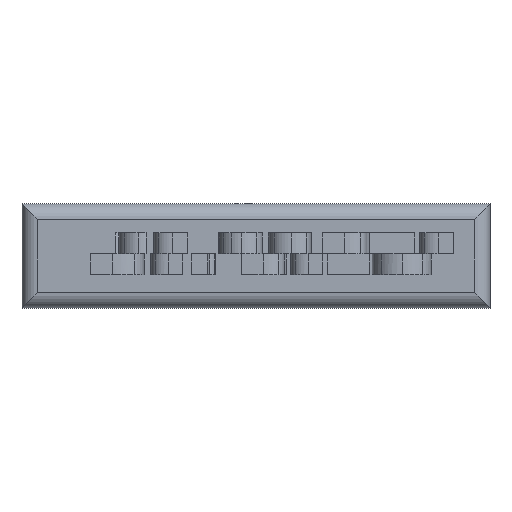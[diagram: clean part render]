
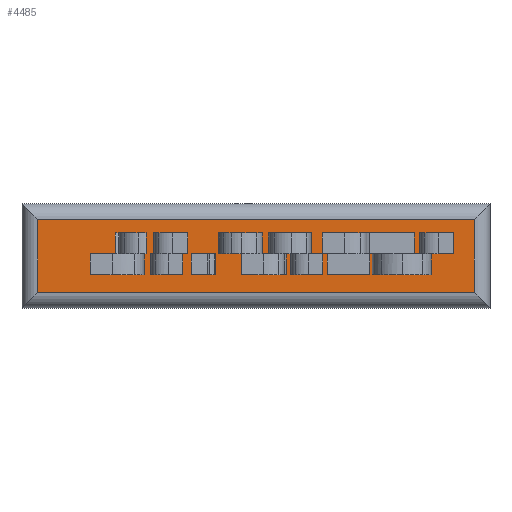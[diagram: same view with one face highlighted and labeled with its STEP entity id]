
A CAD part, top view. The second image highlights one B-rep face of the part: STEP entity #4485.
In plain terms, the highlighted planar face has unit normal (0, 0, 1).
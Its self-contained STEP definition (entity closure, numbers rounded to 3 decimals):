
#392=PLANE('',#4777);
#537=FACE_OUTER_BOUND('',#797,.T.);
#797=EDGE_LOOP('',(#3127,#3128,#3129,#3130));
#1057=LINE('',#5672,#1509);
#1059=LINE('',#5680,#1511);
#1061=LINE('',#5686,#1513);
#1064=LINE('',#5692,#1516);
#1509=VECTOR('',#4920,10.);
#1511=VECTOR('',#4928,10.);
#1513=VECTOR('',#4934,10.);
#1516=VECTOR('',#4941,10.);
#1961=VERTEX_POINT('',#5670);
#1962=VERTEX_POINT('',#5671);
#1965=VERTEX_POINT('',#5679);
#1967=VERTEX_POINT('',#5685);
#2417=EDGE_CURVE('',#1961,#1962,#1057,.T.);
#2421=EDGE_CURVE('',#1962,#1965,#1059,.T.);
#2424=EDGE_CURVE('',#1965,#1967,#1061,.T.);
#2428=EDGE_CURVE('',#1967,#1961,#1064,.T.);
#3127=ORIENTED_EDGE('',*,*,#2417,.F.);
#3128=ORIENTED_EDGE('',*,*,#2428,.F.);
#3129=ORIENTED_EDGE('',*,*,#2424,.F.);
#3130=ORIENTED_EDGE('',*,*,#2421,.F.);
#4485=ADVANCED_FACE('',(#537),#392,.T.);
#4777=AXIS2_PLACEMENT_3D('',#5703,#4951,#4952);
#4920=DIRECTION('',(1.,0.,0.));
#4928=DIRECTION('',(0.,-1.,0.));
#4934=DIRECTION('',(-1.,0.,0.));
#4941=DIRECTION('',(0.,1.,0.));
#4951=DIRECTION('center_axis',(0.,0.,1.));
#4952=DIRECTION('ref_axis',(1.,0.,0.));
#5670=CARTESIAN_POINT('',(-42.272,6.587,5.2));
#5671=CARTESIAN_POINT('',(41.728,6.587,5.2));
#5672=CARTESIAN_POINT('',(22.228,6.587,5.2));
#5679=CARTESIAN_POINT('',(41.728,-7.413,5.2));
#5680=CARTESIAN_POINT('',(41.728,-5.413,5.2));
#5685=CARTESIAN_POINT('',(-42.272,-7.413,5.2));
#5686=CARTESIAN_POINT('',(-22.772,-7.413,5.2));
#5692=CARTESIAN_POINT('',(-42.272,4.587,5.2));
#5703=CARTESIAN_POINT('Origin',(-0.272,-0.413,5.2));
